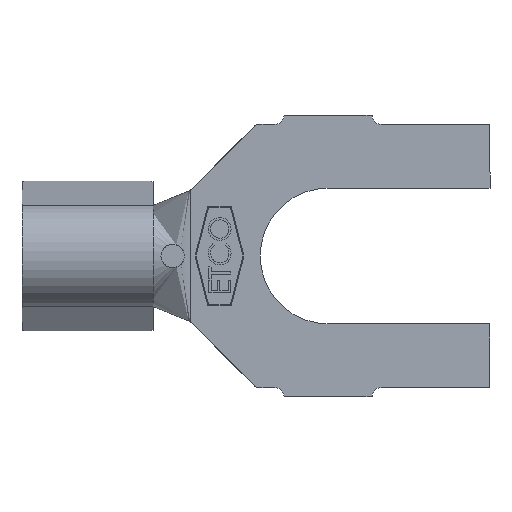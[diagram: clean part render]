
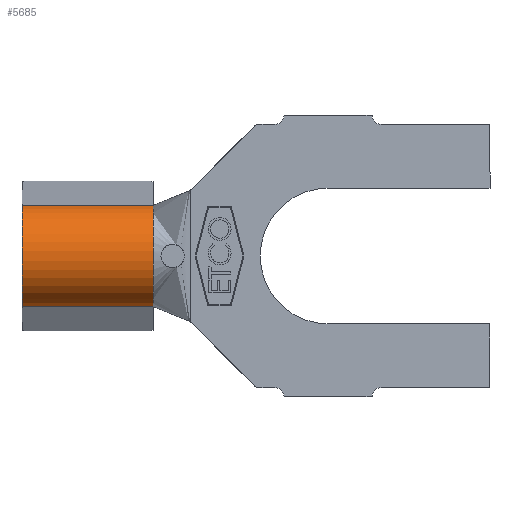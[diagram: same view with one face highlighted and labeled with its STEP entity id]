
A CAD part, front view. The second image highlights one B-rep face of the part: STEP entity #5685.
In plain terms, the highlighted cylindrical face has radius 1.422 mm (diameter 2.845 mm), a partial arc.
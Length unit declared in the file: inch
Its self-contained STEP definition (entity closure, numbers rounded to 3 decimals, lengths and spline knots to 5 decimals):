
#72 = CYLINDRICAL_SURFACE ( 'NONE', #2821, 0.056 ) ;
#251 = DIRECTION ( 'NONE',  ( 0., 0., -1. ) ) ;
#551 = EDGE_CURVE ( 'NONE', #2815, #6168, #2035, .T. ) ;
#707 = CARTESIAN_POINT ( 'NONE',  ( -0.187, 0.056, 0. ) ) ;
#752 = AXIS2_PLACEMENT_3D ( 'NONE', #707, #2710, #4537 ) ;
#851 = VECTOR ( 'NONE', #3795, 39.37008 ) ;
#1081 = CIRCLE ( 'NONE', #3790, 0.056 ) ;
#1870 = EDGE_LOOP ( 'NONE', ( #5319, #5244, #5157, #5115 ) ) ;
#1967 = CARTESIAN_POINT ( 'NONE',  ( -0.327, 0.04149, -0.05409 ) ) ;
#2006 = DIRECTION ( 'NONE',  ( 1., 0., 0. ) ) ;
#2013 = CARTESIAN_POINT ( 'NONE',  ( -0.327, 0.04149, 0.05409 ) ) ;
#2035 = LINE ( 'NONE', #2013, #4811 ) ;
#2176 = CARTESIAN_POINT ( 'NONE',  ( -0.327, 0.056, 0. ) ) ;
#2311 = CARTESIAN_POINT ( 'NONE',  ( -0.187, 0.04149, 0.05409 ) ) ;
#2573 = VERTEX_POINT ( 'NONE', #2595 ) ;
#2595 = CARTESIAN_POINT ( 'NONE',  ( -0.187, 0.04149, -0.05409 ) ) ;
#2710 = DIRECTION ( 'NONE',  ( 1., 0., 0. ) ) ;
#2776 = CARTESIAN_POINT ( 'NONE',  ( -0.327, 0.056, 0. ) ) ;
#2815 = VERTEX_POINT ( 'NONE', #6107 ) ;
#2821 = AXIS2_PLACEMENT_3D ( 'NONE', #2176, #3996, #5823 ) ;
#3480 = EDGE_CURVE ( 'NONE', #6168, #2573, #4277, .T. ) ;
#3550 = EDGE_CURVE ( 'NONE', #2815, #5466, #1081, .T. ) ;
#3790 = AXIS2_PLACEMENT_3D ( 'NONE', #2776, #4602, #251 ) ;
#3795 = DIRECTION ( 'NONE',  ( 1., 0., 0. ) ) ;
#3996 = DIRECTION ( 'NONE',  ( 1., 0., 0. ) ) ;
#4198 = CARTESIAN_POINT ( 'NONE',  ( -0.327, 0.04149, -0.05409 ) ) ;
#4277 = CIRCLE ( 'NONE', #752, 0.056 ) ;
#4367 = EDGE_CURVE ( 'NONE', #5466, #2573, #6059, .T. ) ;
#4445 = FACE_OUTER_BOUND ( 'NONE', #1870, .T. ) ;
#4537 = DIRECTION ( 'NONE',  ( 0., 0., -1. ) ) ;
#4602 = DIRECTION ( 'NONE',  ( 1., 0., 0. ) ) ;
#4811 = VECTOR ( 'NONE', #2006, 39.37008 ) ;
#5115 = ORIENTED_EDGE ( 'NONE', *, *, #4367, .T. ) ;
#5157 = ORIENTED_EDGE ( 'NONE', *, *, #3550, .T. ) ;
#5244 = ORIENTED_EDGE ( 'NONE', *, *, #551, .F. ) ;
#5319 = ORIENTED_EDGE ( 'NONE', *, *, #3480, .F. ) ;
#5466 = VERTEX_POINT ( 'NONE', #4198 ) ;
#5685 = ADVANCED_FACE ( 'NONE', ( #4445 ), #72, .T. ) ;
#5823 = DIRECTION ( 'NONE',  ( 0., 0., -1. ) ) ;
#6059 = LINE ( 'NONE', #1967, #851 ) ;
#6107 = CARTESIAN_POINT ( 'NONE',  ( -0.327, 0.04149, 0.05409 ) ) ;
#6168 = VERTEX_POINT ( 'NONE', #2311 ) ;
